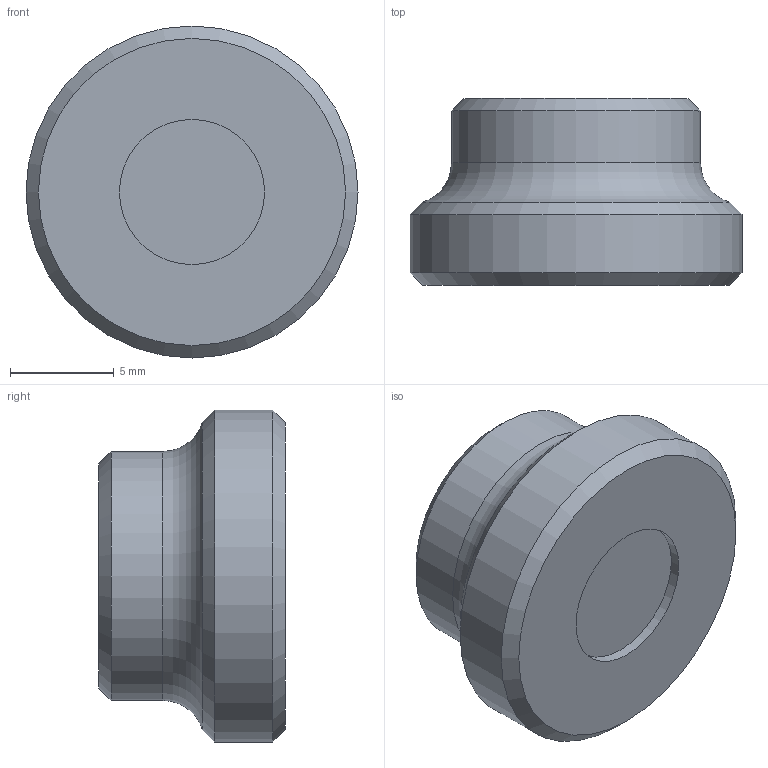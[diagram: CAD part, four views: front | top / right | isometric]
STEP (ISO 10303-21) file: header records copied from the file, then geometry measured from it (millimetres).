
FILE_DESCRIPTION( ( 'STEP AP214' ), '1' );
FILE_NAME( 'K0392.08.stp', '2020-12-07T10:23:22', ( '' ), ( '' ), ' ', 'PARTsolutions', ' ' );
FILE_SCHEMA( ( 'AUTOMOTIVE_DESIGN { 1 0 10303 214 1 1 1 1 }' ) );
Length unit declared in the file: millimetre
Products named in the file (1): _K0392.08
Bounding box: 16 x 9 x 16 mm (x, y, z)
Volume: 1165.3 mm3; surface area: 845 mm2
Topology: 1 solids, 1 shells, 17 faces, 30 edges, 18 vertices
Faces by surface type: cone 5, cylinder 5, plane 5, torus 2
Full cylindrical faces by diameter (mm): 6.1 x2, 7 x1, 12 x1, 16 x1
Entity records: 494 total; most frequent: DIRECTION 68, CARTESIAN_POINT 52, AXIS2_PLACEMENT_3D 34, EDGE_LOOP 32, ORIENTED_EDGE 32, FACE_OUTER_BOUND 24, VERTEX_POINT 18, STYLED_ITEM 17
